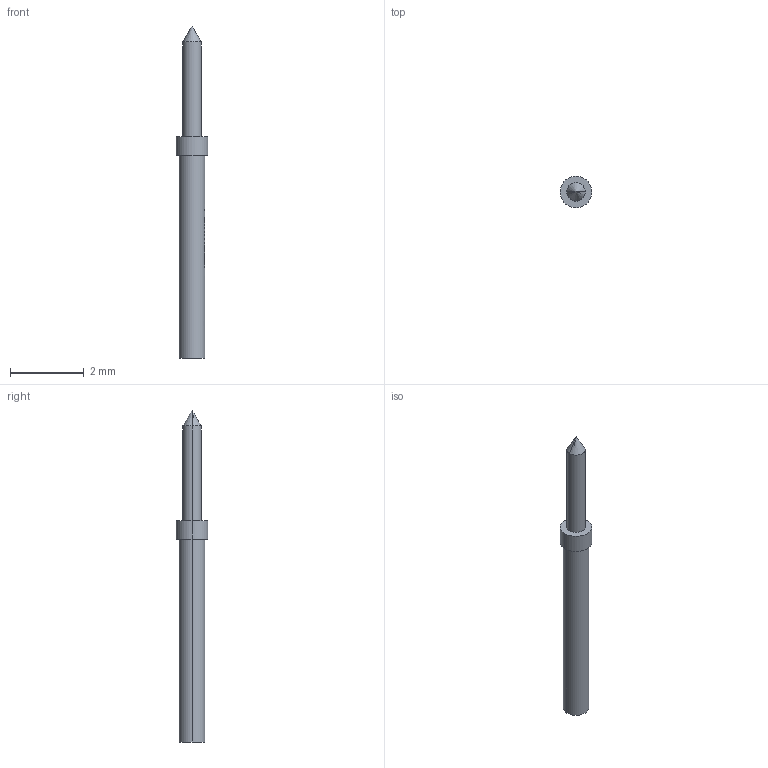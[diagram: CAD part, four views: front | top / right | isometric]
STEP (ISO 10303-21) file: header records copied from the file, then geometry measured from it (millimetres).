
FILE_DESCRIPTION (( 'STEP AP203' ), '1' );
FILE_NAME ('MOD-H205AE.step', '2015-07-09T11:48:11', ( 'firstrun' ), ( 'Hewlett-Packard Company' ), 'SwSTEP 2.0', 'SolidWorks 2012', '' );
FILE_SCHEMA (( 'CONFIG_CONTROL_DESIGN' ));
Length unit declared in the file: millimetre
Products named in the file (1): MOD-H205AE
Bounding box: 0.86 x 0.86 x 9 mm (x, y, z)
Volume: 2.5 mm3; surface area: 23.8 mm2
Topology: 1 solids, 1 shells, 170 faces, 489 edges, 322 vertices
Faces by surface type: plane 64, bspline 62, cylinder 40, cone 4
Entity records: 6414 total; most frequent: CARTESIAN_POINT 2440, ORIENTED_EDGE 970, DIRECTION 578, EDGE_CURVE 485, VERTEX_POINT 322, B_SPLINE_CURVE_WITH_KNOTS 231, AXIS2_PLACEMENT_3D 215, EDGE_LOOP 175
